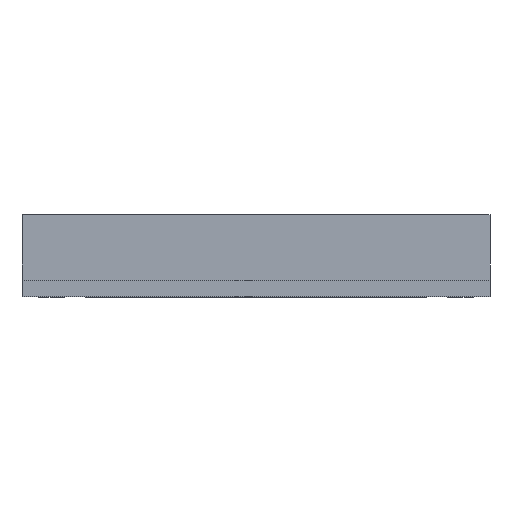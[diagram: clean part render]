
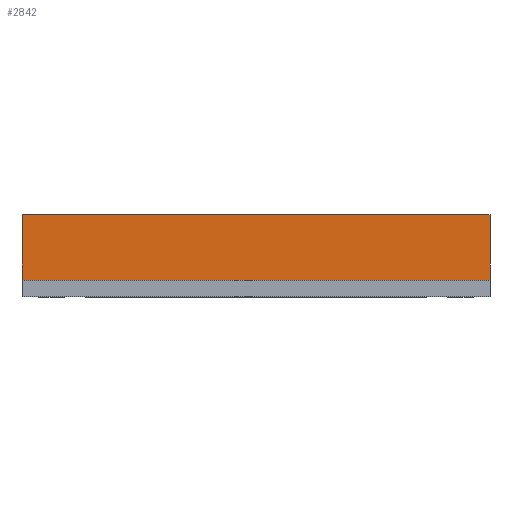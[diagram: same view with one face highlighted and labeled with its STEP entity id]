
A CAD part, front view. The second image highlights one B-rep face of the part: STEP entity #2842.
In plain terms, the highlighted planar face has unit normal (0, -1, 0).
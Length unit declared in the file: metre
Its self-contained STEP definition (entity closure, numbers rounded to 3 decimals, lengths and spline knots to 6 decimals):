
#2842=ADVANCED_FACE('',(#5692),#5693,.F.);
#5692=FACE_OUTER_BOUND('',#9653,.T.);
#5693=PLANE('',#9654);
#9653=EDGE_LOOP('',(#16549,#16550,#16551,#16552));
#9654=AXIS2_PLACEMENT_3D('',#16553,#16554,#16555);
#16549=ORIENTED_EDGE('',*,*,#25380,.T.);
#16550=ORIENTED_EDGE('',*,*,#25381,.F.);
#16551=ORIENTED_EDGE('',*,*,#25382,.F.);
#16552=ORIENTED_EDGE('',*,*,#25383,.T.);
#16553=CARTESIAN_POINT('',(-0.00325,-0.00325,0.00091));
#16554=DIRECTION('',(0.0,1.0,0.0));
#16555=DIRECTION('',(0.0,0.0,1.0));
#25380=EDGE_CURVE('',#30215,#30216,#30217,.T.);
#25381=EDGE_CURVE('',#30218,#30216,#30219,.T.);
#25382=EDGE_CURVE('',#30220,#30218,#30221,.T.);
#25383=EDGE_CURVE('',#30220,#30215,#30222,.T.);
#30215=VERTEX_POINT('',#37522);
#30216=VERTEX_POINT('',#37523);
#30217=LINE('',#37524,#37525);
#30218=VERTEX_POINT('',#37526);
#30219=LINE('',#37527,#37528);
#30220=VERTEX_POINT('',#37529);
#30221=LINE('',#37530,#37531);
#30222=LINE('',#37532,#37533);
#37522=CARTESIAN_POINT('',(-0.00325,-0.00325,0.0));
#37523=CARTESIAN_POINT('',(0.00325,-0.00325,0.0));
#37524=CARTESIAN_POINT('',(-0.00325,-0.00325,0.0));
#37525=VECTOR('',#46023,1.0);
#37526=CARTESIAN_POINT('',(0.00325,-0.00325,0.00091));
#37527=CARTESIAN_POINT('',(0.00325,-0.00325,0.00091));
#37528=VECTOR('',#46024,1.0);
#37529=CARTESIAN_POINT('',(-0.00325,-0.00325,0.00091));
#37530=CARTESIAN_POINT('',(-0.00325,-0.00325,0.00091));
#37531=VECTOR('',#46025,1.0);
#37532=CARTESIAN_POINT('',(-0.00325,-0.00325,0.00091));
#37533=VECTOR('',#46026,1.0);
#46023=DIRECTION('',(1.0,0.0,0.0));
#46024=DIRECTION('',(0.0,0.0,-1.0));
#46025=DIRECTION('',(1.0,0.0,0.0));
#46026=DIRECTION('',(0.0,0.0,-1.0));
